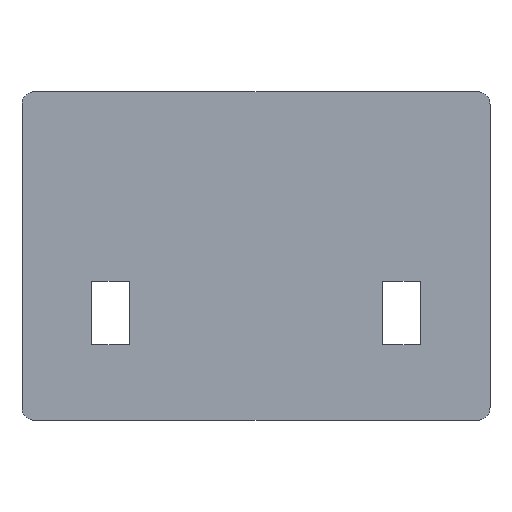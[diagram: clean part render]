
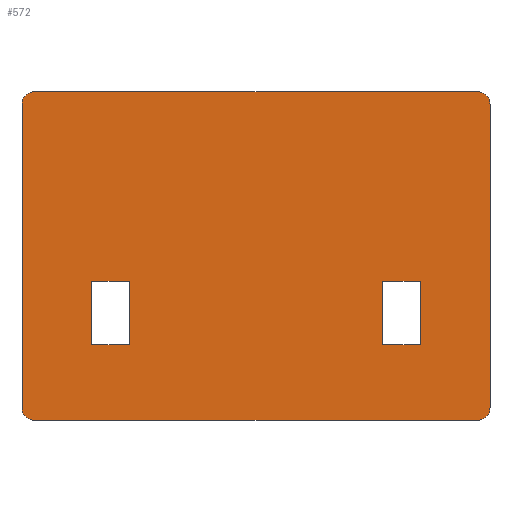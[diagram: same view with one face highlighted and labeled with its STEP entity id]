
A CAD part, top view. The second image highlights one B-rep face of the part: STEP entity #572.
In plain terms, the highlighted planar face has unit normal (0, 0, 1).
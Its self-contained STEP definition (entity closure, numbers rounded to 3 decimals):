
#36=CARTESIAN_POINT('Axis2P3D Location',(-35.,-24.,6.)) ;
#40=CARTESIAN_POINT('Vertex',(-35.,-26.,6.)) ;
#42=CARTESIAN_POINT('Vertex',(-37.,-24.,6.)) ;
#76=CARTESIAN_POINT('Line Origine',(-37.,0.,6.)) ;
#80=CARTESIAN_POINT('Vertex',(-37.,24.,6.)) ;
#107=CARTESIAN_POINT('Axis2P3D Location',(-35.,24.,6.)) ;
#111=CARTESIAN_POINT('Vertex',(-35.,26.,6.)) ;
#138=CARTESIAN_POINT('Line Origine',(0.,26.,6.)) ;
#142=CARTESIAN_POINT('Vertex',(35.,26.,6.)) ;
#169=CARTESIAN_POINT('Axis2P3D Location',(35.,24.,6.)) ;
#173=CARTESIAN_POINT('Vertex',(37.,24.,6.)) ;
#200=CARTESIAN_POINT('Line Origine',(37.,0.,6.)) ;
#204=CARTESIAN_POINT('Vertex',(37.,-24.,6.)) ;
#231=CARTESIAN_POINT('Axis2P3D Location',(35.,-24.,6.)) ;
#235=CARTESIAN_POINT('Vertex',(35.,-26.,6.)) ;
#262=CARTESIAN_POINT('Line Origine',(0.,-26.,6.)) ;
#290=CARTESIAN_POINT('Vertex',(26.,-14.,6.)) ;
#304=CARTESIAN_POINT('Vertex',(20.,-14.,6.)) ;
#307=CARTESIAN_POINT('Line Origine',(23.,-14.,6.)) ;
#330=CARTESIAN_POINT('Vertex',(26.,-4.,6.)) ;
#338=CARTESIAN_POINT('Line Origine',(26.,-9.,6.)) ;
#361=CARTESIAN_POINT('Vertex',(20.,-4.,6.)) ;
#369=CARTESIAN_POINT('Line Origine',(23.,-4.,6.)) ;
#391=CARTESIAN_POINT('Line Origine',(20.,-9.,6.)) ;
#414=CARTESIAN_POINT('Vertex',(-26.,-14.,6.)) ;
#428=CARTESIAN_POINT('Vertex',(-26.,-4.,6.)) ;
#431=CARTESIAN_POINT('Line Origine',(-26.,-9.,6.)) ;
#449=CARTESIAN_POINT('Vertex',(-20.,-14.,6.)) ;
#457=CARTESIAN_POINT('Line Origine',(-23.,-14.,6.)) ;
#480=CARTESIAN_POINT('Vertex',(-20.,-4.,6.)) ;
#488=CARTESIAN_POINT('Line Origine',(-20.,-9.,6.)) ;
#505=CARTESIAN_POINT('Line Origine',(-23.,-4.,6.)) ;
#545=CARTESIAN_POINT('Axis2P3D Location',(0.,0.,6.)) ;
#78=VECTOR('Line Direction',#77,1.) ;
#140=VECTOR('Line Direction',#139,1.) ;
#202=VECTOR('Line Direction',#201,1.) ;
#264=VECTOR('Line Direction',#263,1.) ;
#309=VECTOR('Line Direction',#308,1.) ;
#340=VECTOR('Line Direction',#339,1.) ;
#371=VECTOR('Line Direction',#370,1.) ;
#393=VECTOR('Line Direction',#392,1.) ;
#433=VECTOR('Line Direction',#432,1.) ;
#459=VECTOR('Line Direction',#458,1.) ;
#490=VECTOR('Line Direction',#489,1.) ;
#507=VECTOR('Line Direction',#506,1.) ;
#37=DIRECTION('Axis2P3D Direction',(0.,0.,-1.)) ;
#77=DIRECTION('Vector Direction',(0.,1.,0.)) ;
#108=DIRECTION('Axis2P3D Direction',(0.,0.,-1.)) ;
#139=DIRECTION('Vector Direction',(-1.,0.,0.)) ;
#170=DIRECTION('Axis2P3D Direction',(0.,0.,-1.)) ;
#201=DIRECTION('Vector Direction',(0.,-1.,0.)) ;
#232=DIRECTION('Axis2P3D Direction',(0.,0.,-1.)) ;
#263=DIRECTION('Vector Direction',(1.,0.,0.)) ;
#308=DIRECTION('Vector Direction',(1.,0.,0.)) ;
#339=DIRECTION('Vector Direction',(0.,-1.,0.)) ;
#370=DIRECTION('Vector Direction',(-1.,0.,0.)) ;
#392=DIRECTION('Vector Direction',(0.,1.,0.)) ;
#432=DIRECTION('Vector Direction',(0.,-1.,0.)) ;
#458=DIRECTION('Vector Direction',(-1.,0.,0.)) ;
#489=DIRECTION('Vector Direction',(0.,1.,0.)) ;
#506=DIRECTION('Vector Direction',(1.,0.,0.)) ;
#546=DIRECTION('Axis2P3D Direction',(0.,0.,-1.)) ;
#547=DIRECTION('Axis2P3D XDirection',(1.,0.,0.)) ;
#38=AXIS2_PLACEMENT_3D('Circle Axis2P3D',#36,#37,$) ;
#109=AXIS2_PLACEMENT_3D('Circle Axis2P3D',#107,#108,$) ;
#171=AXIS2_PLACEMENT_3D('Circle Axis2P3D',#169,#170,$) ;
#233=AXIS2_PLACEMENT_3D('Circle Axis2P3D',#231,#232,$) ;
#548=AXIS2_PLACEMENT_3D('Plane Axis2P3D',#545,#546,#547) ;
#79=LINE('Line',#76,#78) ;
#141=LINE('Line',#138,#140) ;
#203=LINE('Line',#200,#202) ;
#265=LINE('Line',#262,#264) ;
#310=LINE('Line',#307,#309) ;
#341=LINE('Line',#338,#340) ;
#372=LINE('Line',#369,#371) ;
#394=LINE('Line',#391,#393) ;
#434=LINE('Line',#431,#433) ;
#460=LINE('Line',#457,#459) ;
#491=LINE('Line',#488,#490) ;
#508=LINE('Line',#505,#507) ;
#39=CIRCLE('generated circle',#38,2.) ;
#110=CIRCLE('generated circle',#109,2.) ;
#172=CIRCLE('generated circle',#171,2.) ;
#234=CIRCLE('generated circle',#233,2.) ;
#549=PLANE('',#548) ;
#565=FACE_BOUND('',#560,.T.) ;
#571=FACE_BOUND('',#566,.T.) ;
#44=EDGE_CURVE('',#41,#43,#39,.T.) ;
#82=EDGE_CURVE('',#43,#81,#79,.T.) ;
#113=EDGE_CURVE('',#81,#112,#110,.T.) ;
#144=EDGE_CURVE('',#112,#143,#141,.F.) ;
#175=EDGE_CURVE('',#143,#174,#172,.T.) ;
#206=EDGE_CURVE('',#174,#205,#203,.T.) ;
#237=EDGE_CURVE('',#205,#236,#234,.T.) ;
#266=EDGE_CURVE('',#236,#41,#265,.F.) ;
#311=EDGE_CURVE('',#291,#305,#310,.F.) ;
#342=EDGE_CURVE('',#331,#291,#341,.T.) ;
#373=EDGE_CURVE('',#362,#331,#372,.F.) ;
#395=EDGE_CURVE('',#305,#362,#394,.T.) ;
#435=EDGE_CURVE('',#415,#429,#434,.F.) ;
#461=EDGE_CURVE('',#450,#415,#460,.T.) ;
#492=EDGE_CURVE('',#481,#450,#491,.F.) ;
#509=EDGE_CURVE('',#429,#481,#508,.T.) ;
#551=ORIENTED_EDGE('',*,*,#266,.F.) ;
#552=ORIENTED_EDGE('',*,*,#237,.F.) ;
#553=ORIENTED_EDGE('',*,*,#206,.F.) ;
#554=ORIENTED_EDGE('',*,*,#175,.F.) ;
#555=ORIENTED_EDGE('',*,*,#144,.F.) ;
#556=ORIENTED_EDGE('',*,*,#113,.F.) ;
#557=ORIENTED_EDGE('',*,*,#82,.F.) ;
#558=ORIENTED_EDGE('',*,*,#44,.F.) ;
#561=ORIENTED_EDGE('',*,*,#395,.T.) ;
#562=ORIENTED_EDGE('',*,*,#373,.T.) ;
#563=ORIENTED_EDGE('',*,*,#342,.T.) ;
#564=ORIENTED_EDGE('',*,*,#311,.T.) ;
#567=ORIENTED_EDGE('',*,*,#509,.T.) ;
#568=ORIENTED_EDGE('',*,*,#492,.T.) ;
#569=ORIENTED_EDGE('',*,*,#461,.T.) ;
#570=ORIENTED_EDGE('',*,*,#435,.T.) ;
#550=EDGE_LOOP('',(#551,#552,#553,#554,#555,#556,#557,#558)) ;
#560=EDGE_LOOP('',(#561,#562,#563,#564)) ;
#566=EDGE_LOOP('',(#567,#568,#569,#570)) ;
#41=VERTEX_POINT('',#40) ;
#43=VERTEX_POINT('',#42) ;
#81=VERTEX_POINT('',#80) ;
#112=VERTEX_POINT('',#111) ;
#143=VERTEX_POINT('',#142) ;
#174=VERTEX_POINT('',#173) ;
#205=VERTEX_POINT('',#204) ;
#236=VERTEX_POINT('',#235) ;
#291=VERTEX_POINT('',#290) ;
#305=VERTEX_POINT('',#304) ;
#331=VERTEX_POINT('',#330) ;
#362=VERTEX_POINT('',#361) ;
#415=VERTEX_POINT('',#414) ;
#429=VERTEX_POINT('',#428) ;
#450=VERTEX_POINT('',#449) ;
#481=VERTEX_POINT('',#480) ;
#572=ADVANCED_FACE('PartBody',(#559,#565,#571),#549,.F.) ;
#559=FACE_OUTER_BOUND('',#550,.T.) ;
